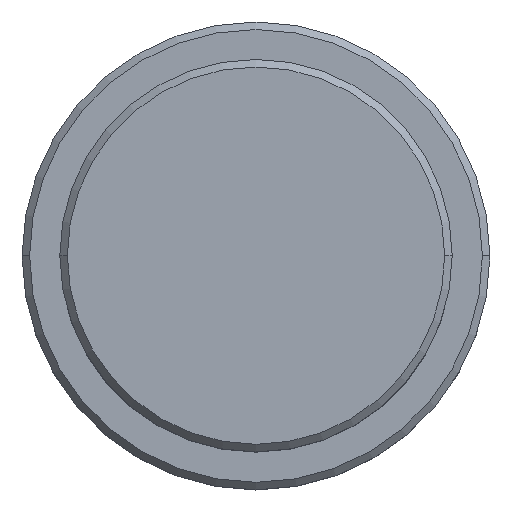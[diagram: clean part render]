
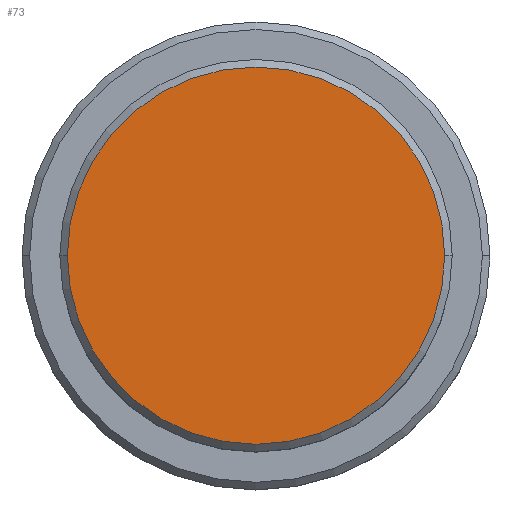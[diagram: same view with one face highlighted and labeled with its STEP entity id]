
A CAD part, top view. The second image highlights one B-rep face of the part: STEP entity #73.
In plain terms, the highlighted planar face has unit normal (0, 0, 1).
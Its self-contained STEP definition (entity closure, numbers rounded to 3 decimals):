
#13 = CARTESIAN_POINT ( 'NONE',  ( 0., 0., 0. ) ) ;
#18 = EDGE_CURVE ( 'NONE', #510, #25, #1380, .T. ) ;
#25 = VERTEX_POINT ( 'NONE', #128 ) ;
#73 = ADVANCED_FACE ( 'NONE', ( #400 ), #752, .T. ) ;
#98 = CARTESIAN_POINT ( 'NONE',  ( 0., 0., 0. ) ) ;
#128 = CARTESIAN_POINT ( 'NONE',  ( -12.5, 0., 0. ) ) ;
#146 = ORIENTED_EDGE ( 'NONE', *, *, #18, .T. ) ;
#207 = EDGE_LOOP ( 'NONE', ( #494, #146 ) ) ;
#221 = CARTESIAN_POINT ( 'NONE',  ( 0., 0., 0. ) ) ;
#389 = CIRCLE ( 'NONE', #992, 12.5 ) ;
#400 = FACE_OUTER_BOUND ( 'NONE', #207, .T. ) ;
#494 = ORIENTED_EDGE ( 'NONE', *, *, #620, .T. ) ;
#510 = VERTEX_POINT ( 'NONE', #830 ) ;
#620 = EDGE_CURVE ( 'NONE', #25, #510, #389, .T. ) ;
#752 = PLANE ( 'NONE',  #1061 ) ;
#778 = AXIS2_PLACEMENT_3D ( 'NONE', #13, #883, #1325 ) ;
#830 = CARTESIAN_POINT ( 'NONE',  ( 12.5, 0., 0. ) ) ;
#866 = DIRECTION ( 'NONE',  ( 1., 0., 0. ) ) ;
#883 = DIRECTION ( 'NONE',  ( 0., 0., 1. ) ) ;
#992 = AXIS2_PLACEMENT_3D ( 'NONE', #221, #1209, #1102 ) ;
#1061 = AXIS2_PLACEMENT_3D ( 'NONE', #98, #1309, #866 ) ;
#1102 = DIRECTION ( 'NONE',  ( 1., 0., 0. ) ) ;
#1209 = DIRECTION ( 'NONE',  ( 0., 0., 1. ) ) ;
#1309 = DIRECTION ( 'NONE',  ( 0., 0., 1. ) ) ;
#1325 = DIRECTION ( 'NONE',  ( 1., 0., 0. ) ) ;
#1380 = CIRCLE ( 'NONE', #778, 12.5 ) ;
